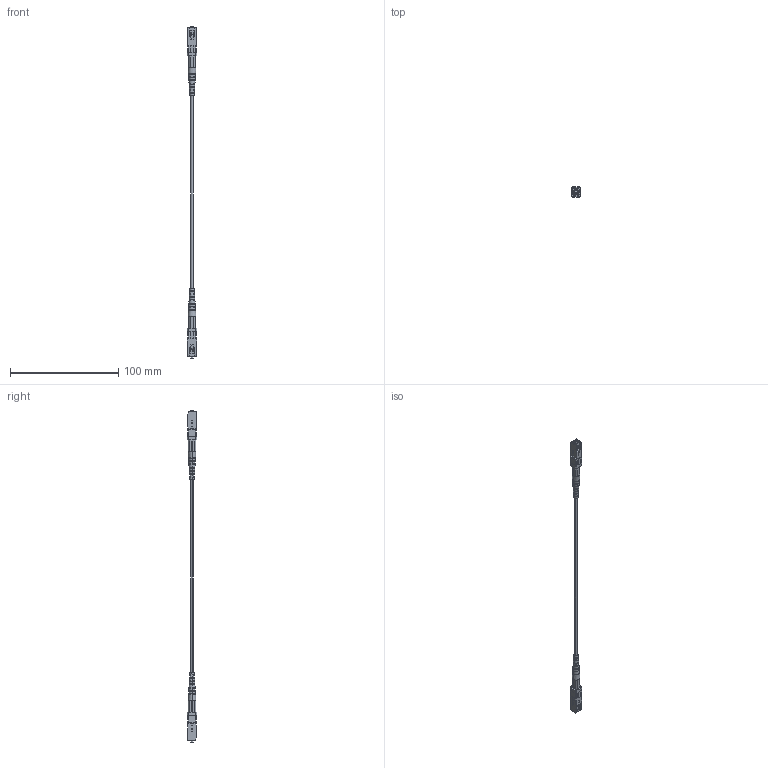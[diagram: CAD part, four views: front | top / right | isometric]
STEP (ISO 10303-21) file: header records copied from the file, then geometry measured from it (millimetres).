
FILE_DESCRIPTION (( 'STEP AP203' ), '1' );
FILE_NAME ('FCA-S2SR-SCASCU_3D.STEP', '2021-10-04T20:08:54', ( '' ), ( '' ), 'SwSTEP 2.0', 'SolidWorks 2021', '' );
FILE_SCHEMA (( 'CONFIG_CONTROL_DESIGN' ));
Length unit declared in the file: inch
Products named in the file (13): 1AF04-005-MA4^1AF04-005(2)_1AF04-005_FCA-S2SR-SCASCU; 1AF04-005(2)^1AF04-005_FCA-S2SR-SCASCU; 1AF04-005-MA3^1AF04-005(2)_1AF04-005_FCA-S2SR-SCASCU; 1AF04-011-MA1^1AF04-011_FCA-S2SR-SCASCU; CONN-95-200-08-BP3B MA2^1AF04-011_FCA-S2SR-SCASCU; 1AF04-005-MA2^1AF04-005(2)_1AF04-005_FCA-S2SR-SCASCU; FCA-S2SR-SCASCU_3D; Fiber Coax^FCA-S2SR-SCASCU; 1AF04-011^FCA-S2SR-SCASCU; 1AF04-005-MA1^1AF04-005(2)_1AF04-005_FCA-S2SR-SCASCU; CONN-95-200-08-BP3B MA3^1AF04-011_FCA-S2SR-SCASCU; 1AF04-005^FCA-S2SR-SCASCU; CONN-95-200-08-BP3B MA4^1AF04-011_FCA-S2SR-SCASCU
Assembly tree (12 placements, depth 4):
  FCA-S2SR-SCASCU_3D
    Fiber Coax^FCA-S2SR-SCASCU
    1AF04-011^FCA-S2SR-SCASCU
      CONN-95-200-08-BP3B MA2^1AF04-011_FCA-S2SR-SCASCU
      1AF04-011-MA1^1AF04-011_FCA-S2SR-SCASCU
      CONN-95-200-08-BP3B MA4^1AF04-011_FCA-S2SR-SCASCU
      CONN-95-200-08-BP3B MA3^1AF04-011_FCA-S2SR-SCASCU
    1AF04-005^FCA-S2SR-SCASCU
      1AF04-005(2)^1AF04-005_FCA-S2SR-SCASCU
        1AF04-005-MA2^1AF04-005(2)_1AF04-005_FCA-S2SR-SCASCU
        1AF04-005-MA1^1AF04-005(2)_1AF04-005_FCA-S2SR-SCASCU
        1AF04-005-MA4^1AF04-005(2)_1AF04-005_FCA-S2SR-SCASCU
        1AF04-005-MA3^1AF04-005(2)_1AF04-005_FCA-S2SR-SCASCU
Bounding box: 8.89 x 8.89 x 306.16 mm (x, y, z)
Volume: 4007 mm3; surface area: 8940.4 mm2
Topology: 9 solids, 9 shells, 546 faces, 1586 edges, 1040 vertices
Faces by surface type: plane 478, cylinder 50, cone 12, torus 4, bspline 2
Entity records: 20145 total; most frequent: CARTESIAN_POINT 4146, ORIENTED_EDGE 3172, DIRECTION 2892, EDGE_CURVE 1586, LINE 1144, VECTOR 1144, VERTEX_POINT 1040, AXIS2_PLACEMENT_3D 874
